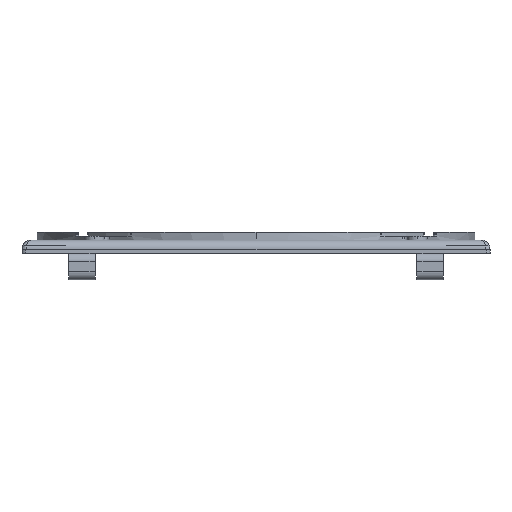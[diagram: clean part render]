
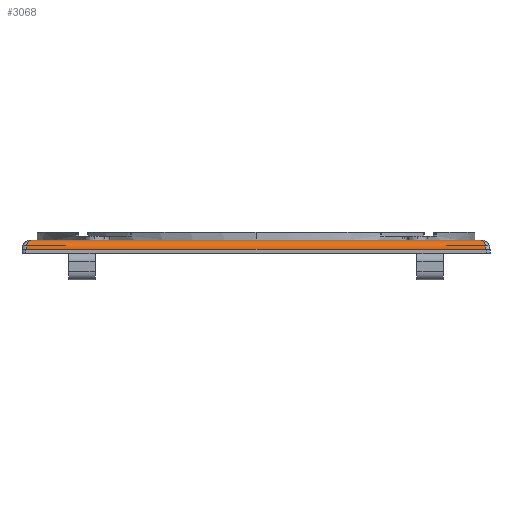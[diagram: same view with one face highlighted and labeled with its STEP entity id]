
A CAD part, left-side view. The second image highlights one B-rep face of the part: STEP entity #3068.
In plain terms, the highlighted cylindrical face has radius 7 mm (diameter 14 mm), a partial arc.
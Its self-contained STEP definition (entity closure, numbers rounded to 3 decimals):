
#423 = CYLINDRICAL_SURFACE ( 'NONE', #5227, 7. ) ;
#1418 = CARTESIAN_POINT ( 'NONE',  ( -169., -391.21, 3. ) ) ;
#1881 = CARTESIAN_POINT ( 'NONE',  ( -173.101, 171.343, 10. ) ) ;
#1966 = EDGE_CURVE ( 'NONE', #6075, #4627, #7488, .T. ) ;
#2189 =( BOUNDED_CURVE ( )  B_SPLINE_CURVE ( 3, ( #7757, #8804, #1881, #3774 ),
 .UNSPECIFIED., .F., .F. ) 
 B_SPLINE_CURVE_WITH_KNOTS ( ( 4, 4 ),
 ( 0., 1.571 ),
 .UNSPECIFIED. ) 
 CURVE ( )  GEOMETRIC_REPRESENTATION_ITEM ( )  RATIONAL_B_SPLINE_CURVE ( ( 1., 0.805, 0.805, 1. ) ) 
 REPRESENTATION_ITEM ( '' )  );
#2418 = FACE_OUTER_BOUND ( 'NONE', #4735, .T. ) ;
#2568 = CARTESIAN_POINT ( 'NONE',  ( -169., -173., 10. ) ) ;
#2669 = ORIENTED_EDGE ( 'NONE', *, *, #1966, .F. ) ;
#2892 = VECTOR ( 'NONE', #3833, 1000. ) ;
#2958 = LINE ( 'NONE', #2568, #10650 ) ;
#3068 = ADVANCED_FACE ( 'NONE', ( #2418 ), #423, .T. ) ;
#3644 = VERTEX_POINT ( 'NONE', #11000 ) ;
#3774 = CARTESIAN_POINT ( 'NONE',  ( -169., 169., 10. ) ) ;
#3833 = DIRECTION ( 'NONE',  ( 0., 1., 0. ) ) ;
#4511 = CARTESIAN_POINT ( 'NONE',  ( -176., 173., 3. ) ) ;
#4591 = DIRECTION ( 'NONE',  ( 0., -1., 0. ) ) ;
#4627 = VERTEX_POINT ( 'NONE', #4511 ) ;
#4735 = EDGE_LOOP ( 'NONE', ( #12552, #7929, #8884, #2669 ) ) ;
#4879 = CARTESIAN_POINT ( 'NONE',  ( -173.101, -171.343, 10. ) ) ;
#5220 = EDGE_CURVE ( 'NONE', #4627, #11300, #2189, .T. ) ;
#5227 = AXIS2_PLACEMENT_3D ( 'NONE', #1418, #8285, #7324 ) ;
#6075 = VERTEX_POINT ( 'NONE', #6915 ) ;
#6447 = EDGE_CURVE ( 'NONE', #11300, #3644, #2958, .T. ) ;
#6610 = EDGE_CURVE ( 'NONE', #6075, #3644, #7144, .T. ) ;
#6915 = CARTESIAN_POINT ( 'NONE',  ( -176., -173., 3. ) ) ;
#7144 =( BOUNDED_CURVE ( )  B_SPLINE_CURVE ( 3, ( #8677, #9703, #4879, #10746 ),
 .UNSPECIFIED., .F., .F. ) 
 B_SPLINE_CURVE_WITH_KNOTS ( ( 4, 4 ),
 ( 0., 1.571 ),
 .UNSPECIFIED. ) 
 CURVE ( )  GEOMETRIC_REPRESENTATION_ITEM ( )  RATIONAL_B_SPLINE_CURVE ( ( 1., 0.805, 0.805, 1. ) ) 
 REPRESENTATION_ITEM ( '' )  );
#7324 = DIRECTION ( 'NONE',  ( 0., 0., 1. ) ) ;
#7488 = LINE ( 'NONE', #8570, #2892 ) ;
#7757 = CARTESIAN_POINT ( 'NONE',  ( -176., 173., 3. ) ) ;
#7929 = ORIENTED_EDGE ( 'NONE', *, *, #6447, .F. ) ;
#8285 = DIRECTION ( 'NONE',  ( 0., 1., 0. ) ) ;
#8570 = CARTESIAN_POINT ( 'NONE',  ( -176., 173., 3. ) ) ;
#8677 = CARTESIAN_POINT ( 'NONE',  ( -176., -173., 3. ) ) ;
#8804 = CARTESIAN_POINT ( 'NONE',  ( -176., 173., 7.101 ) ) ;
#8884 = ORIENTED_EDGE ( 'NONE', *, *, #5220, .F. ) ;
#9158 = CARTESIAN_POINT ( 'NONE',  ( -169., 169., 10. ) ) ;
#9703 = CARTESIAN_POINT ( 'NONE',  ( -176., -173., 7.101 ) ) ;
#10650 = VECTOR ( 'NONE', #4591, 1000. ) ;
#10746 = CARTESIAN_POINT ( 'NONE',  ( -169., -169., 10. ) ) ;
#11000 = CARTESIAN_POINT ( 'NONE',  ( -169., -169., 10. ) ) ;
#11300 = VERTEX_POINT ( 'NONE', #9158 ) ;
#12552 = ORIENTED_EDGE ( 'NONE', *, *, #6610, .T. ) ;
